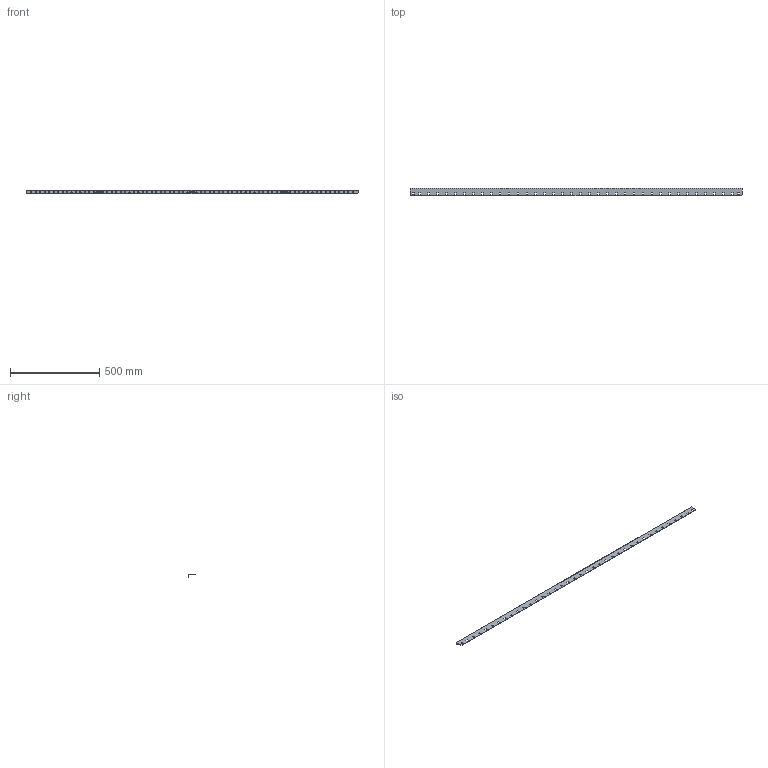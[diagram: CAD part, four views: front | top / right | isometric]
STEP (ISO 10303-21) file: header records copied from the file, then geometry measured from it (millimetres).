
FILE_DESCRIPTION (( 'STEP AP214' ), '1' );
FILE_NAME ('mb-15-dp-20n ÌÈ-2332.00.00.001 Äåðæàòåëü ïëàñòðîíîâ äëÿ âûñîòû 2000.STEP', '2021-11-17T12:28:32', ( '' ), ( '' ), 'SwSTEP 2.0', 'SolidWorks 2021', '' );
FILE_SCHEMA (( 'AUTOMOTIVE_DESIGN' ));
Length unit declared in the file: millimetre
Products named in the file (1): mb-15-dp-20n ÌÈ-2332.00.00.001 Äåðæàòåëü ïëàñòðîíîâ äëÿ âûñîòû 2000
Bounding box: 1860 x 40 x 20 mm (x, y, z)
Volume: 102043.3 mm3; surface area: 210996.4 mm2
Topology: 1 solids, 1 shells, 326 faces, 964 edges, 640 vertices
Faces by surface type: plane 178, cylinder 148
Entity records: 11410 total; most frequent: CARTESIAN_POINT 1931, ORIENTED_EDGE 1928, DIRECTION 1914, EDGE_CURVE 964, LINE 668, VECTOR 668, VERTEX_POINT 640, AXIS2_PLACEMENT_3D 623
